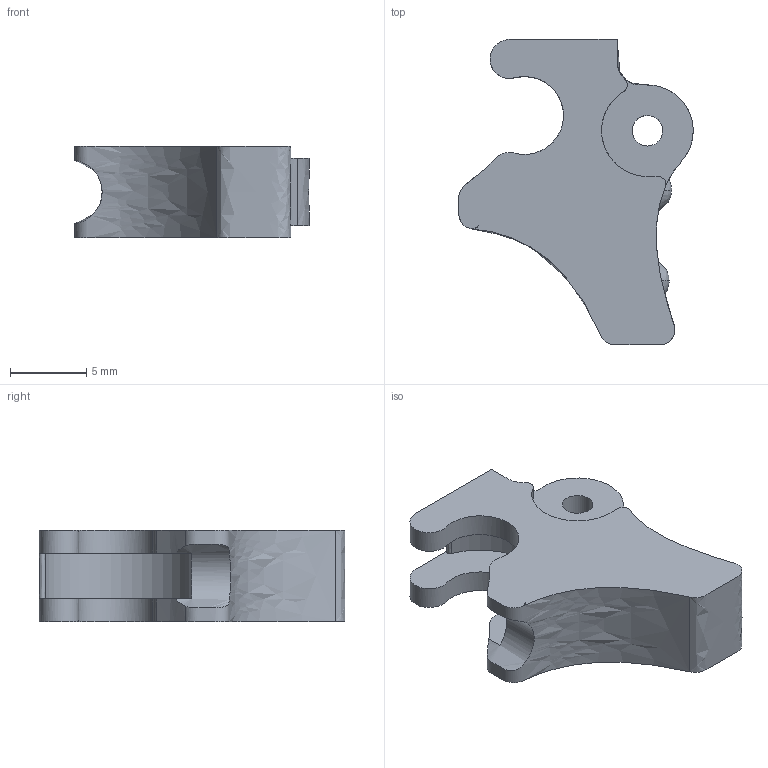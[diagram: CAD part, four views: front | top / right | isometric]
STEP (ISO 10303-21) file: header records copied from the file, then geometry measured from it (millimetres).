
FILE_DESCRIPTION((''),'2;1');
FILE_NAME('Open CASCADE Shape Model','2020-04-27T13:35:54',(''),(''), 'Open CASCADE STEP processor 7.4','','Unknown');
FILE_SCHEMA(('AUTOMOTIVE_DESIGN_CC2 { 1 2 10303 214 -1 1 5 4 }'));
Length unit declared in the file: millimetre
Products named in the file (2): Rhino_Product; SOLID
Assembly tree (1 placements, depth 2):
  Rhino_Product
    SOLID
Bounding box: 15.35 x 20.02 x 6 mm (x, y, z)
Volume: 833.5 mm3; surface area: 844.4 mm2
Topology: 1 solids, 1 shells, 31 faces, 93 edges, 62 vertices
Faces by surface type: bspline 31
Entity records: 1756 total; most frequent: CARTESIAN_POINT 1216, ORIENTED_EDGE 178, EDGE_CURVE 89, B_SPLINE_CURVE_WITH_KNOTS 65, VERTEX_POINT 62, FACE_BOUND 35, EDGE_LOOP 35, ADVANCED_FACE 31
